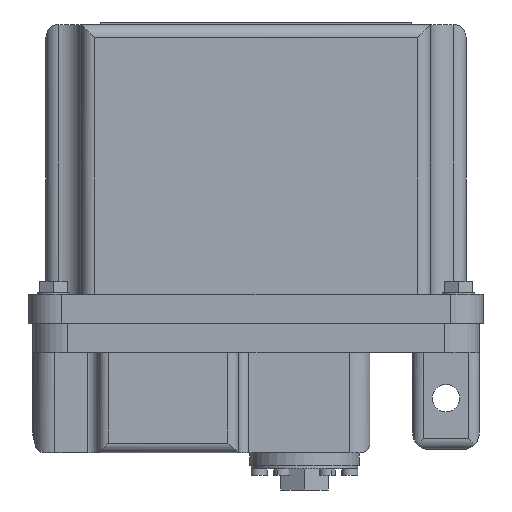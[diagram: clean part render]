
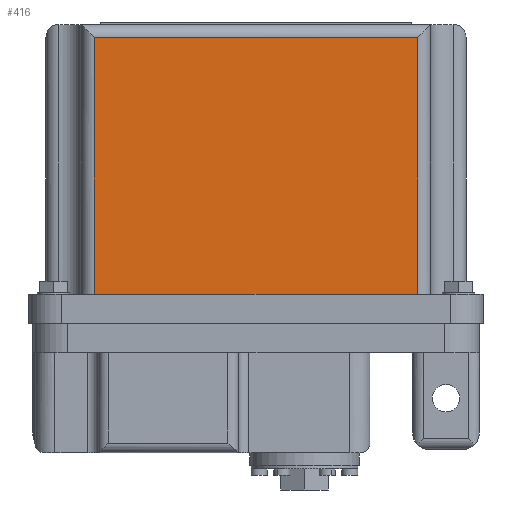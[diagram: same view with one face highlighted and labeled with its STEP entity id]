
A CAD part, front view. The second image highlights one B-rep face of the part: STEP entity #416.
In plain terms, the highlighted planar face has unit normal (0, -1, 0).
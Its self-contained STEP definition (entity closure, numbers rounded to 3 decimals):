
#416=ADVANCED_FACE('FACE106',(#904),#905,.T.);
#904=FACE_OUTER_BOUND('',#1470,.T.);
#905=PLANE('',#1471);
#1470=EDGE_LOOP('',(#2540,#2541,#2542,#2543));
#1471=AXIS2_PLACEMENT_3D('',#2544,#2545,#2546);
#2540=ORIENTED_EDGE('',*,*,#3524,.F.);
#2541=ORIENTED_EDGE('',*,*,#3631,.F.);
#2542=ORIENTED_EDGE('',*,*,#3633,.F.);
#2543=ORIENTED_EDGE('',*,*,#3634,.T.);
#2544=CARTESIAN_POINT('',(63.5,-57.15,0.0));
#2545=DIRECTION('',(0.,-1.0,0.0));
#2546=DIRECTION('',(-1.0,0.,0.0));
#3524=EDGE_CURVE('EDGE164',#4244,#4240,#4246,.T.);
#3631=EDGE_CURVE('EDGE231',#4377,#4244,#4379,.T.);
#3633=EDGE_CURVE('EDGE232',#4381,#4377,#4382,.T.);
#3634=EDGE_CURVE('EDGE233',#4381,#4240,#4383,.T.);
#4240=VERTEX_POINT('VERTEX108',#5236);
#4244=VERTEX_POINT('VERTEX110',#5241);
#4246=LINE('',#5243,#5244);
#4377=VERTEX_POINT('VERTEX136',#5391);
#4379=LINE('',#5393,#5394);
#4381=VERTEX_POINT('VERTEX137',#5396);
#4382=LINE('',#5397,#5398);
#4383=LINE('',#5399,#5400);
#5236=CARTESIAN_POINT('',(63.5,-57.15,112.37));
#5241=CARTESIAN_POINT('',(-63.5,-57.15,112.37));
#5243=CARTESIAN_POINT('',(68.58,-57.15,112.37));
#5244=VECTOR('',#6285,25.4);
#5391=CARTESIAN_POINT('',(-63.5,-57.15,11.43));
#5393=CARTESIAN_POINT('',(-63.5,-57.15,0.0));
#5394=VECTOR('',#6452,25.4);
#5396=CARTESIAN_POINT('',(63.5,-57.15,11.43));
#5397=CARTESIAN_POINT('',(31.75,-57.15,11.43));
#5398=VECTOR('',#6453,25.4);
#5399=CARTESIAN_POINT('',(63.5,-57.15,0.0));
#5400=VECTOR('',#6454,25.4);
#6285=DIRECTION('',(1.0,0.0,0.0));
#6452=DIRECTION('',(0.0,0.0,1.0));
#6453=DIRECTION('',(-1.0,0.,0.0));
#6454=DIRECTION('',(0.0,0.0,1.0));
